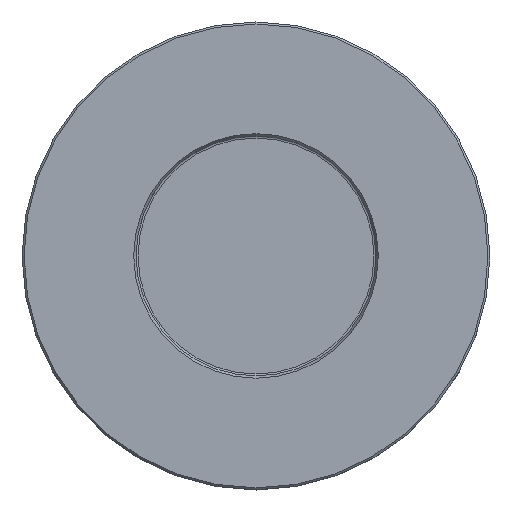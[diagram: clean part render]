
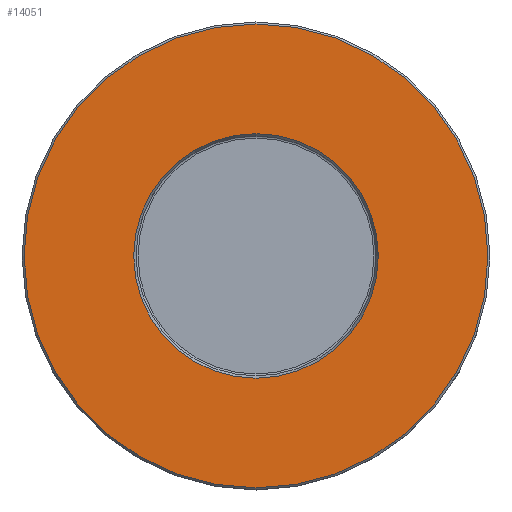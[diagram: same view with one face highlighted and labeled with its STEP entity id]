
A CAD part, top view. The second image highlights one B-rep face of the part: STEP entity #14051.
In plain terms, the highlighted planar face has unit normal (0, 0, 1).
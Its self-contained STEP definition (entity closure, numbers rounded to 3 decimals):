
#224=CARTESIAN_POINT('',(0.,0.,61.5));
#225=DIRECTION('',(0.,0.,1.));
#226=DIRECTION('',(-0.5,0.866,0.));
#227=AXIS2_PLACEMENT_3D('',#224,#225,#226);
#232=CARTESIAN_POINT('',(0.,0.,61.5));
#233=DIRECTION('',(0.,0.,-1.));
#234=DIRECTION('',(-0.5,0.866,0.));
#235=AXIS2_PLACEMENT_3D('',#232,#233,#234);
#254=CARTESIAN_POINT('',(0.,0.,61.5));
#255=DIRECTION('',(0.,0.,-1.));
#256=DIRECTION('',(-0.5,0.866,0.));
#257=AXIS2_PLACEMENT_3D('',#254,#255,#256);
#262=CARTESIAN_POINT('',(0.,0.,61.5));
#263=DIRECTION('',(0.,0.,1.));
#264=DIRECTION('',(-0.5,0.866,0.));
#265=AXIS2_PLACEMENT_3D('',#262,#263,#264);
#13728=CARTESIAN_POINT('',(-15.289,26.481,61.5));
#13729=VERTEX_POINT('',#13728);
#13730=CARTESIAN_POINT('',(-29.,50.229,61.5));
#13732=VERTEX_POINT('',#13730);
#13794=CARTESIAN_POINT('',(15.289,-26.481,61.5));
#13795=VERTEX_POINT('',#13794);
#13796=CARTESIAN_POINT('',(29.,-50.229,61.5));
#13798=VERTEX_POINT('',#13796);
#14036=CARTESIAN_POINT('',(0.,0.,61.5));
#14037=DIRECTION('',(0.,0.,1.));
#14038=DIRECTION('',(0.5,-0.866,0.));
#14039=AXIS2_PLACEMENT_3D('',#14036,#14037,#14038);
#14040=PLANE('',#14039);
#14042=ORIENTED_EDGE('',*,*,#14041,.T.);
#14044=ORIENTED_EDGE('',*,*,#14043,.F.);
#14045=EDGE_LOOP('',(#14042,#14044));
#14046=FACE_OUTER_BOUND('',#14045,.F.);
#14047=ORIENTED_EDGE('',*,*,#14018,.T.);
#14048=ORIENTED_EDGE('',*,*,#14029,.F.);
#14049=EDGE_LOOP('',(#14047,#14048));
#14050=FACE_BOUND('',#14049,.F.);
#14051=ADVANCED_FACE('',(#14046,#14050),#14040,.T.);
#228=CIRCLE('',#227,30.577);
#236=CIRCLE('',#235,30.577);
#258=CIRCLE('',#257,58.);
#266=CIRCLE('',#265,58.);
#14018=EDGE_CURVE('',#13729,#13795,#228,.T.);
#14029=EDGE_CURVE('',#13729,#13795,#236,.T.);
#14041=EDGE_CURVE('',#13732,#13798,#258,.T.);
#14043=EDGE_CURVE('',#13732,#13798,#266,.T.);
